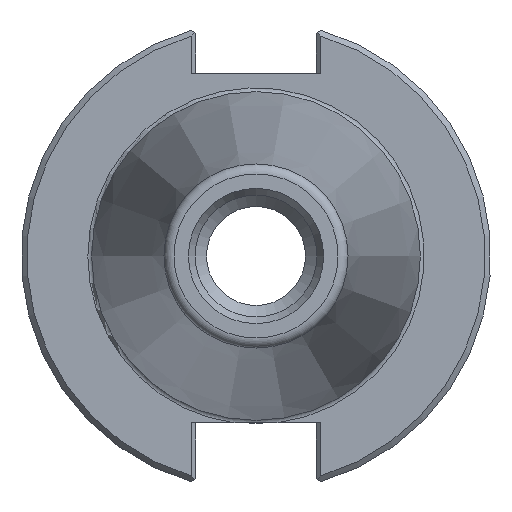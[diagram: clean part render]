
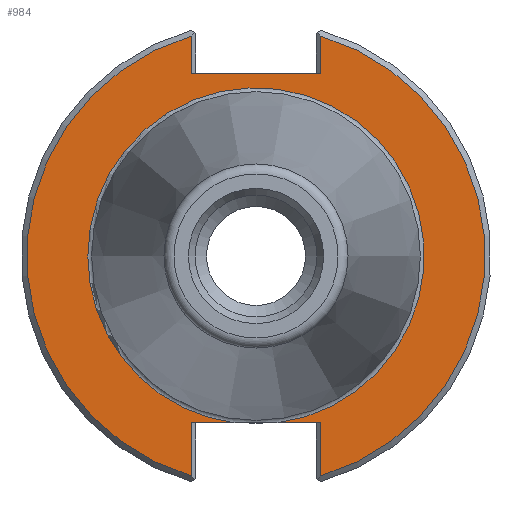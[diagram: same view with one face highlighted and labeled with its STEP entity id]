
A CAD part, left-side view. The second image highlights one B-rep face of the part: STEP entity #984.
In plain terms, the highlighted planar face has unit normal (-1, 0, 0).
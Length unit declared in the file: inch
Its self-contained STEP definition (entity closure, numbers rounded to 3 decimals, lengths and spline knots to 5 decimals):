
#514=CARTESIAN_POINT('',(0.125,0.345,0.972));
#515=VERTEX_POINT('',#514);
#522=CARTESIAN_POINT('',(0.125,-0.345,0.972));
#523=VERTEX_POINT('',#522);
#524=CARTESIAN_POINT('',(0.125,0.345,0.972));
#525=DIRECTION('',(0.0,-1.0,0.0));
#526=VECTOR('',#525,0.69);
#527=LINE('',#524,#526);
#528=EDGE_CURVE('',#515,#523,#527,.T.);
#874=CARTESIAN_POINT('',(0.125,-0.11172,-0.888));
#875=VERTEX_POINT('',#874);
#876=CARTESIAN_POINT('',(0.125,0.11172,-0.888));
#877=VERTEX_POINT('',#876);
#892=CARTESIAN_POINT('',(0.125,0.0,0.0));
#893=DIRECTION('',(-1.0,0.0,0.0));
#894=DIRECTION('',(0.0,-1.0,0.0));
#895=AXIS2_PLACEMENT_3D('',#892,#893,#894);
#896=CIRCLE('',#895,0.895);
#897=EDGE_CURVE('',#875,#877,#896,.T.);
#913=CARTESIAN_POINT('',(0.125,1.0625,0.0));
#914=DIRECTION('',(-1.0,0.0,0.0));
#915=DIRECTION('',(0.0,0.0,1.0));
#916=AXIS2_PLACEMENT_3D('',#913,#914,#915);
#917=PLANE('',#916);
#918=ORIENTED_EDGE('',*,*,#897,.F.);
#919=CARTESIAN_POINT('',(0.125,-0.345,-0.888));
#920=VERTEX_POINT('',#919);
#921=CARTESIAN_POINT('',(0.125,-0.345,-0.888));
#922=DIRECTION('',(0.0,1.0,0.0));
#923=VECTOR('',#922,0.23328);
#924=LINE('',#921,#923);
#925=EDGE_CURVE('',#920,#875,#924,.T.);
#926=ORIENTED_EDGE('',*,*,#925,.F.);
#927=CARTESIAN_POINT('',(0.125,-0.345,-1.1702));
#928=VERTEX_POINT('',#927);
#929=CARTESIAN_POINT('',(0.125,-0.345,-1.1702));
#930=DIRECTION('',(0.0,0.0,1.0));
#931=VECTOR('',#930,0.2822);
#932=LINE('',#929,#931);
#933=EDGE_CURVE('',#928,#920,#932,.T.);
#934=ORIENTED_EDGE('',*,*,#933,.F.);
#935=CARTESIAN_POINT('',(0.125,-0.345,1.1702));
#936=VERTEX_POINT('',#935);
#937=CARTESIAN_POINT('',(0.125,0.0,0.0));
#938=DIRECTION('',(1.0,0.0,0.0));
#939=DIRECTION('',(0.0,-1.0,0.0));
#940=AXIS2_PLACEMENT_3D('',#937,#938,#939);
#941=CIRCLE('',#940,1.22);
#942=EDGE_CURVE('',#936,#928,#941,.T.);
#943=ORIENTED_EDGE('',*,*,#942,.F.);
#944=CARTESIAN_POINT('',(0.125,-0.345,0.972));
#945=DIRECTION('',(0.0,0.0,1.0));
#946=VECTOR('',#945,0.1982);
#947=LINE('',#944,#946);
#948=EDGE_CURVE('',#523,#936,#947,.T.);
#949=ORIENTED_EDGE('',*,*,#948,.F.);
#950=ORIENTED_EDGE('',*,*,#528,.F.);
#951=CARTESIAN_POINT('',(0.125,0.345,1.1702));
#952=VERTEX_POINT('',#951);
#953=CARTESIAN_POINT('',(0.125,0.345,1.1702));
#954=DIRECTION('',(0.0,0.0,-1.0));
#955=VECTOR('',#954,0.1982);
#956=LINE('',#953,#955);
#957=EDGE_CURVE('',#952,#515,#956,.T.);
#958=ORIENTED_EDGE('',*,*,#957,.F.);
#959=CARTESIAN_POINT('',(0.125,0.345,-1.1702));
#960=VERTEX_POINT('',#959);
#961=CARTESIAN_POINT('',(0.125,0.0,0.0));
#962=DIRECTION('',(1.0,0.0,0.0));
#963=DIRECTION('',(0.0,1.0,0.0));
#964=AXIS2_PLACEMENT_3D('',#961,#962,#963);
#965=CIRCLE('',#964,1.22);
#966=EDGE_CURVE('',#960,#952,#965,.T.);
#967=ORIENTED_EDGE('',*,*,#966,.F.);
#968=CARTESIAN_POINT('',(0.125,0.345,-0.888));
#969=VERTEX_POINT('',#968);
#970=CARTESIAN_POINT('',(0.125,0.345,-0.888));
#971=DIRECTION('',(0.0,0.0,-1.0));
#972=VECTOR('',#971,0.2822);
#973=LINE('',#970,#972);
#974=EDGE_CURVE('',#969,#960,#973,.T.);
#975=ORIENTED_EDGE('',*,*,#974,.F.);
#976=CARTESIAN_POINT('',(0.125,0.11172,-0.888));
#977=DIRECTION('',(0.0,1.0,0.0));
#978=VECTOR('',#977,0.23328);
#979=LINE('',#976,#978);
#980=EDGE_CURVE('',#877,#969,#979,.T.);
#981=ORIENTED_EDGE('',*,*,#980,.F.);
#982=EDGE_LOOP('',(#918,#926,#934,#943,#949,#950,#958,#967,#975,#981));
#983=FACE_OUTER_BOUND('',#982,.T.);
#984=ADVANCED_FACE('',(#983),#917,.T.);
